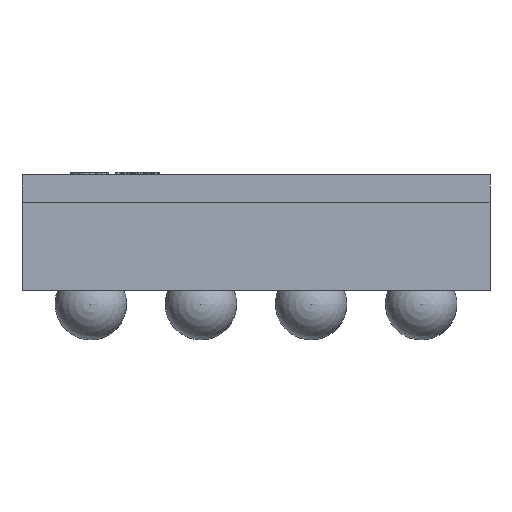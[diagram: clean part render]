
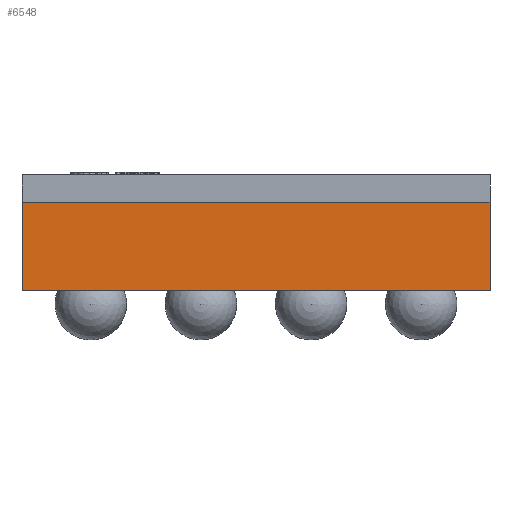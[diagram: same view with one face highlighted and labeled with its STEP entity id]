
A CAD part, front view. The second image highlights one B-rep face of the part: STEP entity #6548.
In plain terms, the highlighted planar face has unit normal (0, -1, 0).
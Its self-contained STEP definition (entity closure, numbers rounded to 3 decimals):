
#119 = VECTOR ( 'NONE', #8046, 1000. ) ;
#455 = DIRECTION ( 'NONE',  ( 1., 0., 0. ) ) ;
#702 = VERTEX_POINT ( 'NONE', #13857 ) ;
#2448 = AXIS2_PLACEMENT_3D ( 'NONE', #6546, #11984, #13716 ) ;
#2463 = EDGE_CURVE ( 'NONE', #7409, #3530, #8682, .T. ) ;
#2653 = LINE ( 'NONE', #15983, #119 ) ;
#3145 = EDGE_CURVE ( 'NONE', #17313, #3530, #5011, .T. ) ;
#3530 = VERTEX_POINT ( 'NONE', #16854 ) ;
#3861 = ORIENTED_EDGE ( 'NONE', *, *, #7297, .T. ) ;
#5011 = LINE ( 'NONE', #10437, #10454 ) ;
#5014 = ORIENTED_EDGE ( 'NONE', *, *, #2463, .T. ) ;
#5876 = DIRECTION ( 'NONE',  ( 0., 0., -1. ) ) ;
#6546 = CARTESIAN_POINT ( 'NONE',  ( -0.85, -1.03, 0.32 ) ) ;
#6548 = ADVANCED_FACE ( 'NONE', ( #9248 ), #11731, .F. ) ;
#7297 = EDGE_CURVE ( 'NONE', #702, #7409, #11469, .T. ) ;
#7409 = VERTEX_POINT ( 'NONE', #11184 ) ;
#7835 = ORIENTED_EDGE ( 'NONE', *, *, #13598, .F. ) ;
#8046 = DIRECTION ( 'NONE',  ( 1., 0., 0. ) ) ;
#8682 = LINE ( 'NONE', #11264, #16297 ) ;
#9023 = EDGE_LOOP ( 'NONE', ( #5014, #15287, #7835, #3861 ) ) ;
#9248 = FACE_OUTER_BOUND ( 'NONE', #9023, .T. ) ;
#9439 = CARTESIAN_POINT ( 'NONE',  ( 0.85, -1.03, 0.32 ) ) ;
#10123 = VECTOR ( 'NONE', #5876, 1000. ) ;
#10437 = CARTESIAN_POINT ( 'NONE',  ( 0.85, -1.03, 0.32 ) ) ;
#10454 = VECTOR ( 'NONE', #11573, 1000. ) ;
#11184 = CARTESIAN_POINT ( 'NONE',  ( -0.85, -1.03, 0. ) ) ;
#11264 = CARTESIAN_POINT ( 'NONE',  ( -0.85, -1.03, 0. ) ) ;
#11469 = LINE ( 'NONE', #15383, #10123 ) ;
#11573 = DIRECTION ( 'NONE',  ( 0., 0., -1. ) ) ;
#11731 = PLANE ( 'NONE',  #2448 ) ;
#11984 = DIRECTION ( 'NONE',  ( 0., 1., 0. ) ) ;
#13598 = EDGE_CURVE ( 'NONE', #702, #17313, #2653, .T. ) ;
#13716 = DIRECTION ( 'NONE',  ( 0., 0., 1. ) ) ;
#13857 = CARTESIAN_POINT ( 'NONE',  ( -0.85, -1.03, 0.32 ) ) ;
#15287 = ORIENTED_EDGE ( 'NONE', *, *, #3145, .F. ) ;
#15383 = CARTESIAN_POINT ( 'NONE',  ( -0.85, -1.03, 0.32 ) ) ;
#15983 = CARTESIAN_POINT ( 'NONE',  ( -0.85, -1.03, 0.32 ) ) ;
#16297 = VECTOR ( 'NONE', #455, 1000. ) ;
#16854 = CARTESIAN_POINT ( 'NONE',  ( 0.85, -1.03, 0. ) ) ;
#17313 = VERTEX_POINT ( 'NONE', #9439 ) ;
